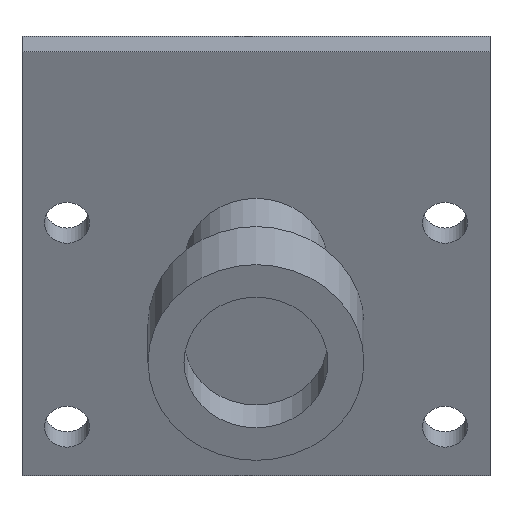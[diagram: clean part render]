
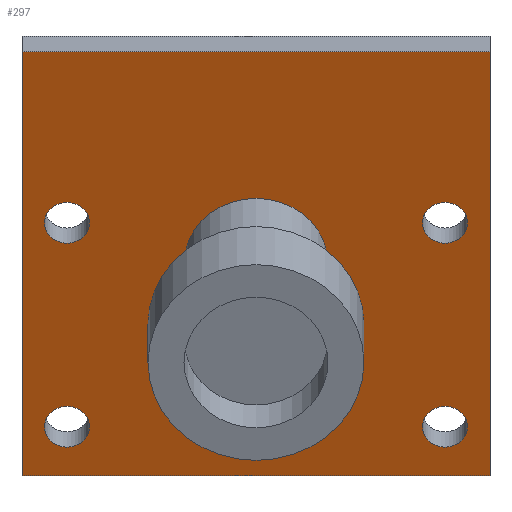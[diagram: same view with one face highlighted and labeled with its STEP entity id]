
A CAD part, left-side view. The second image highlights one B-rep face of the part: STEP entity #297.
In plain terms, the highlighted planar face has unit normal (-0.906, 0, -0.423).
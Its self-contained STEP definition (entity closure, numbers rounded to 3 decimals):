
#26=FACE_BOUND('',#77,.T.);
#27=FACE_BOUND('',#78,.T.);
#28=FACE_BOUND('',#79,.T.);
#29=FACE_BOUND('',#80,.T.);
#30=FACE_BOUND('',#81,.T.);
#38=PLANE('',#341);
#53=FACE_OUTER_BOUND('',#76,.T.);
#76=EDGE_LOOP('',(#252,#253,#254,#255));
#77=EDGE_LOOP('',(#256));
#78=EDGE_LOOP('',(#257));
#79=EDGE_LOOP('',(#258));
#80=EDGE_LOOP('',(#259));
#81=EDGE_LOOP('',(#260));
#96=LINE('',#479,#116);
#100=LINE('',#487,#120);
#103=LINE('',#493,#123);
#106=LINE('',#498,#126);
#116=VECTOR('',#394,10.);
#120=VECTOR('',#400,10.);
#123=VECTOR('',#405,10.);
#126=VECTOR('',#410,10.);
#132=CIRCLE('',#323,1.25);
#134=CIRCLE('',#326,1.25);
#136=CIRCLE('',#329,1.25);
#138=CIRCLE('',#332,1.25);
#140=CIRCLE('',#335,4.);
#148=VERTEX_POINT('',#449);
#150=VERTEX_POINT('',#455);
#152=VERTEX_POINT('',#461);
#154=VERTEX_POINT('',#467);
#156=VERTEX_POINT('',#473);
#157=VERTEX_POINT('',#477);
#158=VERTEX_POINT('',#478);
#161=VERTEX_POINT('',#486);
#163=VERTEX_POINT('',#492);
#173=EDGE_CURVE('',#148,#148,#132,.T.);
#176=EDGE_CURVE('',#150,#150,#134,.T.);
#179=EDGE_CURVE('',#152,#152,#136,.T.);
#182=EDGE_CURVE('',#154,#154,#138,.T.);
#185=EDGE_CURVE('',#156,#156,#140,.T.);
#186=EDGE_CURVE('',#157,#158,#96,.T.);
#190=EDGE_CURVE('',#158,#161,#100,.T.);
#193=EDGE_CURVE('',#161,#163,#103,.T.);
#196=EDGE_CURVE('',#163,#157,#106,.T.);
#252=ORIENTED_EDGE('',*,*,#196,.T.);
#253=ORIENTED_EDGE('',*,*,#186,.T.);
#254=ORIENTED_EDGE('',*,*,#190,.T.);
#255=ORIENTED_EDGE('',*,*,#193,.T.);
#256=ORIENTED_EDGE('',*,*,#185,.F.);
#257=ORIENTED_EDGE('',*,*,#182,.F.);
#258=ORIENTED_EDGE('',*,*,#179,.F.);
#259=ORIENTED_EDGE('',*,*,#176,.F.);
#260=ORIENTED_EDGE('',*,*,#173,.F.);
#297=ADVANCED_FACE('',(#53,#26,#27,#28,#29,#30),#38,.F.);
#323=AXIS2_PLACEMENT_3D('',#451,#362,#363);
#326=AXIS2_PLACEMENT_3D('',#457,#369,#370);
#329=AXIS2_PLACEMENT_3D('',#463,#376,#377);
#332=AXIS2_PLACEMENT_3D('',#469,#383,#384);
#335=AXIS2_PLACEMENT_3D('',#475,#390,#391);
#341=AXIS2_PLACEMENT_3D('',#501,#414,#415);
#362=DIRECTION('center_axis',(-0.906,0.,-0.423));
#363=DIRECTION('ref_axis',(0.,1.,0.));
#369=DIRECTION('center_axis',(-0.906,0.,-0.423));
#370=DIRECTION('ref_axis',(0.,1.,0.));
#376=DIRECTION('center_axis',(-0.906,0.,-0.423));
#377=DIRECTION('ref_axis',(0.,1.,0.));
#383=DIRECTION('center_axis',(-0.906,0.,-0.423));
#384=DIRECTION('ref_axis',(0.,1.,0.));
#390=DIRECTION('center_axis',(-0.906,0.,-0.423));
#391=DIRECTION('ref_axis',(0.,1.,0.));
#394=DIRECTION('',(-0.423,0.,0.906));
#400=DIRECTION('',(0.,1.,0.));
#405=DIRECTION('',(0.423,0.,-0.906));
#410=DIRECTION('',(0.,-1.,0.));
#414=DIRECTION('center_axis',(0.906,0.,0.423));
#415=DIRECTION('ref_axis',(0.,1.,0.));
#449=CARTESIAN_POINT('',(-82.224,9.25,110.467));
#451=CARTESIAN_POINT('Origin',(-82.224,10.5,110.467));
#455=CARTESIAN_POINT('',(-76.941,9.25,99.138));
#457=CARTESIAN_POINT('Origin',(-76.941,10.5,99.138));
#461=CARTESIAN_POINT('',(-76.941,-11.75,99.138));
#463=CARTESIAN_POINT('Origin',(-76.941,-10.5,99.138));
#467=CARTESIAN_POINT('',(-82.224,-11.75,110.467));
#469=CARTESIAN_POINT('Origin',(-82.224,-10.5,110.467));
#473=CARTESIAN_POINT('',(-81.167,-4.,108.201));
#475=CARTESIAN_POINT('Origin',(-81.167,0.,108.201));
#477=CARTESIAN_POINT('',(-75.673,-13.,96.419));
#478=CARTESIAN_POINT('',(-86.661,-13.,119.983));
#479=CARTESIAN_POINT('',(-75.673,-13.,96.419));
#486=CARTESIAN_POINT('',(-86.661,13.,119.983));
#487=CARTESIAN_POINT('',(-86.661,-13.,119.983));
#492=CARTESIAN_POINT('',(-75.673,13.,96.419));
#493=CARTESIAN_POINT('',(-86.661,13.,119.983));
#498=CARTESIAN_POINT('',(-75.673,13.,96.419));
#501=CARTESIAN_POINT('Origin',(-81.167,0.,108.201));
